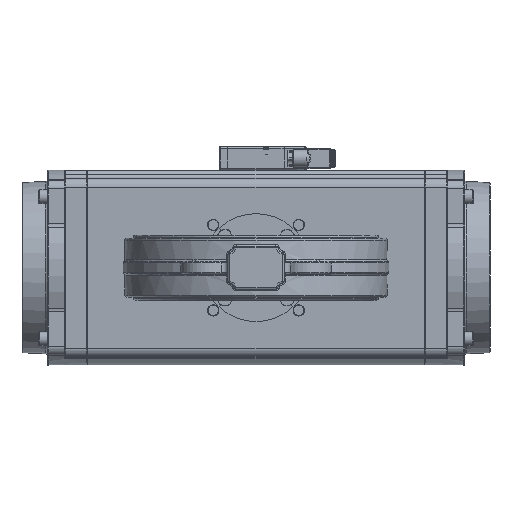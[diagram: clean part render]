
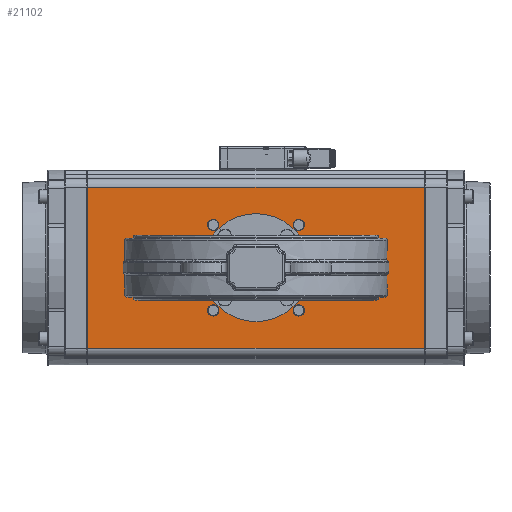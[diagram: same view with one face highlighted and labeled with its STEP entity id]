
A CAD part, front view. The second image highlights one B-rep face of the part: STEP entity #21102.
In plain terms, the highlighted planar face has unit normal (0, -1, 0).
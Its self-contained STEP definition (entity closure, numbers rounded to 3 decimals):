
#393=FACE_BOUND('',#6432,.T.);
#394=FACE_BOUND('',#6433,.T.);
#395=FACE_BOUND('',#6434,.T.);
#396=FACE_BOUND('',#6435,.T.);
#397=FACE_BOUND('',#6436,.T.);
#774=PLANE('',#23585);
#1633=LINE('',#37704,#2897);
#1842=LINE('',#38387,#3106);
#1843=LINE('',#38389,#3107);
#1844=LINE('',#38390,#3108);
#2897=VECTOR('',#28442,10.);
#3106=VECTOR('',#29053,10.);
#3107=VECTOR('',#29054,10.);
#3108=VECTOR('',#29055,10.);
#5136=FACE_OUTER_BOUND('',#6431,.T.);
#6431=EDGE_LOOP('',(#17485,#17486,#17487,#17488));
#6432=EDGE_LOOP('',(#17489));
#6433=EDGE_LOOP('',(#17490));
#6434=EDGE_LOOP('',(#17491));
#6435=EDGE_LOOP('',(#17492));
#6436=EDGE_LOOP('',(#17493));
#7840=CIRCLE('',#23463,38.5);
#7849=CIRCLE('',#23498,6.5);
#7852=CIRCLE('',#23503,6.5);
#7855=CIRCLE('',#23508,6.5);
#7858=CIRCLE('',#23513,6.5);
#9343=VERTEX_POINT('',#37701);
#9344=VERTEX_POINT('',#37703);
#9430=VERTEX_POINT('',#37924);
#9471=VERTEX_POINT('',#38052);
#9474=VERTEX_POINT('',#38062);
#9477=VERTEX_POINT('',#38072);
#9480=VERTEX_POINT('',#38082);
#9566=VERTEX_POINT('',#38386);
#9567=VERTEX_POINT('',#38388);
#11976=EDGE_CURVE('',#9343,#9344,#1633,.T.);
#12077=EDGE_CURVE('',#9430,#9430,#7840,.T.);
#12138=EDGE_CURVE('',#9471,#9471,#7849,.T.);
#12143=EDGE_CURVE('',#9474,#9474,#7852,.T.);
#12148=EDGE_CURVE('',#9477,#9477,#7855,.T.);
#12153=EDGE_CURVE('',#9480,#9480,#7858,.T.);
#12285=EDGE_CURVE('',#9566,#9343,#1842,.T.);
#12286=EDGE_CURVE('',#9567,#9566,#1843,.T.);
#12287=EDGE_CURVE('',#9344,#9567,#1844,.T.);
#17485=ORIENTED_EDGE('',*,*,#12285,.F.);
#17486=ORIENTED_EDGE('',*,*,#12286,.F.);
#17487=ORIENTED_EDGE('',*,*,#12287,.F.);
#17488=ORIENTED_EDGE('',*,*,#11976,.F.);
#17489=ORIENTED_EDGE('',*,*,#12153,.F.);
#17490=ORIENTED_EDGE('',*,*,#12143,.F.);
#17491=ORIENTED_EDGE('',*,*,#12077,.T.);
#17492=ORIENTED_EDGE('',*,*,#12138,.F.);
#17493=ORIENTED_EDGE('',*,*,#12148,.F.);
#21102=ADVANCED_FACE('',(#5136,#393,#394,#395,#396,#397),#774,.T.);
#23463=AXIS2_PLACEMENT_3D('',#37925,#28655,#28656);
#23498=AXIS2_PLACEMENT_3D('',#38053,#28777,#28778);
#23503=AXIS2_PLACEMENT_3D('',#38063,#28789,#28790);
#23508=AXIS2_PLACEMENT_3D('',#38073,#28801,#28802);
#23513=AXIS2_PLACEMENT_3D('',#38083,#28813,#28814);
#23585=AXIS2_PLACEMENT_3D('',#38385,#29051,#29052);
#28442=DIRECTION('',(1.,0.,0.));
#28655=DIRECTION('center_axis',(0.,1.,0.));
#28656=DIRECTION('ref_axis',(1.,0.,0.));
#28777=DIRECTION('center_axis',(0.,-1.,0.));
#28778=DIRECTION('ref_axis',(-1.,0.,0.));
#28789=DIRECTION('center_axis',(0.,-1.,0.));
#28790=DIRECTION('ref_axis',(-1.,0.,0.));
#28801=DIRECTION('center_axis',(0.,-1.,0.));
#28802=DIRECTION('ref_axis',(-1.,0.,0.));
#28813=DIRECTION('center_axis',(0.,-1.,0.));
#28814=DIRECTION('ref_axis',(-1.,0.,0.));
#29051=DIRECTION('center_axis',(0.,-1.,0.));
#29052=DIRECTION('ref_axis',(1.,0.,0.));
#29053=DIRECTION('',(0.,0.,1.));
#29054=DIRECTION('',(-1.,0.,0.));
#29055=DIRECTION('',(0.,0.,-1.));
#37701=CARTESIAN_POINT('',(-93.303,-128.5,195.));
#37703=CARTESIAN_POINT('',(93.303,-128.5,195.));
#37704=CARTESIAN_POINT('',(-103.303,-128.5,195.));
#37924=CARTESIAN_POINT('',(-38.5,-128.5,0.));
#37925=CARTESIAN_POINT('Origin',(0.,-128.5,0.));
#38052=CARTESIAN_POINT('',(55.997,-128.5,49.497));
#38053=CARTESIAN_POINT('Origin',(49.497,-128.5,49.497));
#38062=CARTESIAN_POINT('',(55.997,-128.5,-49.497));
#38063=CARTESIAN_POINT('Origin',(49.497,-128.5,-49.497));
#38072=CARTESIAN_POINT('',(-42.997,-128.5,-49.497));
#38073=CARTESIAN_POINT('Origin',(-49.497,-128.5,-49.497));
#38082=CARTESIAN_POINT('',(-42.997,-128.5,49.497));
#38083=CARTESIAN_POINT('Origin',(-49.497,-128.5,49.497));
#38385=CARTESIAN_POINT('Origin',(-103.303,-128.5,0.));
#38386=CARTESIAN_POINT('',(-93.303,-128.5,-195.));
#38387=CARTESIAN_POINT('',(-93.303,-128.5,0.));
#38388=CARTESIAN_POINT('',(93.303,-128.5,-195.));
#38389=CARTESIAN_POINT('',(-103.303,-128.5,-195.));
#38390=CARTESIAN_POINT('',(93.303,-128.5,0.));
